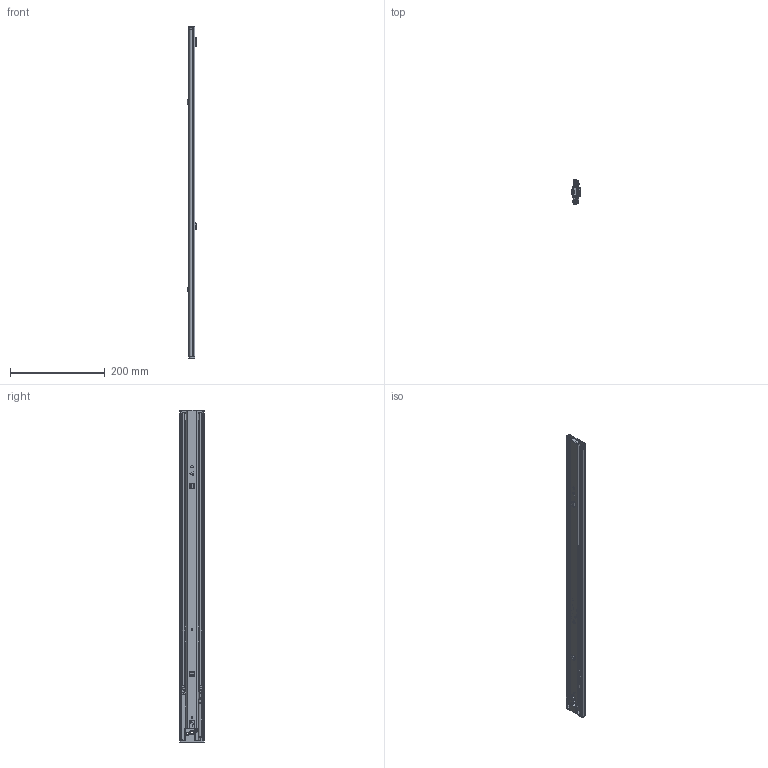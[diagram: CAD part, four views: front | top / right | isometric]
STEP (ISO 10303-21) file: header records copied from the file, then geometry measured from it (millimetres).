
FILE_DESCRIPTION (( 'STEP AP214' ), '1' );
FILE_NAME ('FR_5210_SMT.0700mm_28_inch_0,9_ECD_closed_right.STEP', '2022-10-26T04:58:11', ( '' ), ( '' ), 'SwSTEP 2.0', 'SolidWorks 2020', '' );
FILE_SCHEMA (( 'AUTOMOTIVE_DESIGN' ));
Length unit declared in the file: millimetre
Products named in the file (19): 5210 RIVET_5210 Trigger Rivet; FR5210 ECD CATCH; 5210.XXX-02.T106_NL  700; 5210.XXX-01.T106 RIGHT_NL  700; FR5210 ECD Base; 5210 ECD Damper Cylinder_5210 Air ECD Damper; ECD Damper Rod; FR5210 MIDDLE STOP; 5210.XXX-01.T106 RIGHT_NL  700 AIR CLOSED; FR_5210_SMT.0700mm_28_inch_0,9_ECD_closed_right; FR5210 TRIGGER; 5210 RIVET_5210 ECD rivet; 5210 RIVET_5210 Middle Profile Rivet; 5210 ECD Damper_5210 ECD Air Closed; FR5210 ECD SLIDER; 5210.XXX-03.T106 RIGHT_NL  700; 5210 ECD_5210 ECD Air Closed
Assembly tree (18 placements, depth 5):
  FR_5210_SMT.0700mm_28_inch_0,9_ECD_closed_right
    5210.XXX-01.T106 RIGHT_NL  700 AIR CLOSED
      5210.XXX-01.T106 RIGHT_NL  700
      5210 ECD_5210 ECD Air Closed
        FR5210 ECD Base
        FR5210 ECD SLIDER
        5210 ECD Damper_5210 ECD Air Closed
          5210 ECD Damper Cylinder_5210 Air ECD Damper
          ECD Damper Rod
    5210.XXX-03.T106 RIGHT_NL  700
      5210.XXX-03.T106 RIGHT_NL  700
      FR5210 TRIGGER
      FR5210 ECD CATCH
      5210 RIVET_5210 Trigger Rivet
      5210 RIVET_5210 ECD rivet
    5210.XXX-02.T106_NL  700
      5210.XXX-02.T106_NL  700
      FR5210 MIDDLE STOP
      5210 RIVET_5210 Middle Profile Rivet
Bounding box: 21.05 x 51.9 x 700 mm (x, y, z)
Volume: 214109.3 mm3; surface area: 256620.3 mm2
Topology: 15 solids, 15 shells, 1236 faces, 3268 edges, 2038 vertices
Faces by surface type: plane 632, cylinder 485, bspline 59, torus 54, cone 6
Entity records: 41203 total; most frequent: CARTESIAN_POINT 10266, ORIENTED_EDGE 6502, DIRECTION 6195, EDGE_CURVE 3251, AXIS2_PLACEMENT_3D 2118, VERTEX_POINT 2038, VECTOR 1959, LINE 1959
